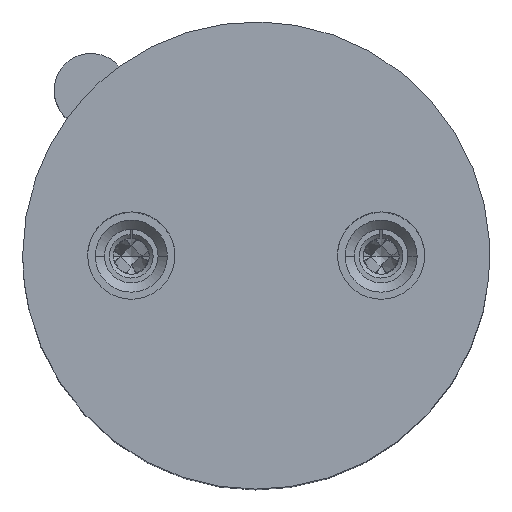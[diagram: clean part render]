
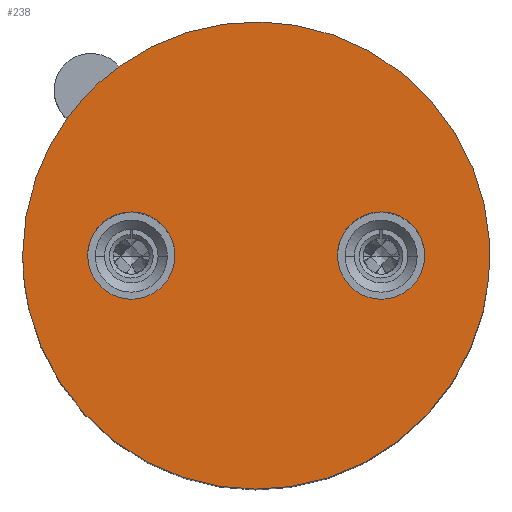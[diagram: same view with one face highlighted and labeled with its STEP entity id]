
A CAD part, top view. The second image highlights one B-rep face of the part: STEP entity #238.
In plain terms, the highlighted planar face has unit normal (0, 0, 1).
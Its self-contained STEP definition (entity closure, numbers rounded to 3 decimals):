
#202=FACE_BOUND('',#703,.T.);
#203=FACE_BOUND('',#704,.T.);
#238=ADVANCED_FACE('',(#469,#202,#203),#3353,.T.);
#469=FACE_OUTER_BOUND('',#702,.T.);
#702=EDGE_LOOP('',(#993,#994,#995));
#703=EDGE_LOOP('',(#996,#997));
#704=EDGE_LOOP('',(#998,#999));
#993=ORIENTED_EDGE('',*,*,#2033,.F.);
#994=ORIENTED_EDGE('',*,*,#1973,.F.);
#995=ORIENTED_EDGE('',*,*,#1979,.F.);
#996=ORIENTED_EDGE('',*,*,#1991,.F.);
#997=ORIENTED_EDGE('',*,*,#1988,.F.);
#998=ORIENTED_EDGE('',*,*,#1985,.F.);
#999=ORIENTED_EDGE('',*,*,#1982,.F.);
#1973=EDGE_CURVE('',#3027,#3028,#2826,.T.);
#1979=EDGE_CURVE('',#3030,#3027,#2832,.T.);
#1982=EDGE_CURVE('',#3034,#3033,#2834,.T.);
#1985=EDGE_CURVE('',#3033,#3034,#2836,.T.);
#1988=EDGE_CURVE('',#3039,#3038,#2838,.T.);
#1991=EDGE_CURVE('',#3038,#3039,#2840,.T.);
#2033=EDGE_CURVE('',#3028,#3030,#2870,.T.);
#2826=(
BOUNDED_CURVE()
B_SPLINE_CURVE(2,(#4586,#4587,#4588),.UNSPECIFIED.,.F.,.F.)
B_SPLINE_CURVE_WITH_KNOTS((3,3),(-26.865,-25.364),
 .UNSPECIFIED.)
CURVE()
GEOMETRIC_REPRESENTATION_ITEM()
RATIONAL_B_SPLINE_CURVE((1.,0.988,1.))
REPRESENTATION_ITEM('')
);
#2832=(
BOUNDED_CURVE()
B_SPLINE_CURVE(2,(#4614,#4615,#4616),.UNSPECIFIED.,.F.,.F.)
B_SPLINE_CURVE_WITH_KNOTS((3,3),(-29.845,-26.828),
 .UNSPECIFIED.)
CURVE()
GEOMETRIC_REPRESENTATION_ITEM()
RATIONAL_B_SPLINE_CURVE((1.,0.951,1.))
REPRESENTATION_ITEM('')
);
#2834=(
BOUNDED_CURVE()
B_SPLINE_CURVE(2,(#4624,#4625,#4626,#4627,#4628),.UNSPECIFIED.,.F.,.F.)
B_SPLINE_CURVE_WITH_KNOTS((3,2,3),(1.571,3.142,4.712),
 .UNSPECIFIED.)
CURVE()
GEOMETRIC_REPRESENTATION_ITEM()
RATIONAL_B_SPLINE_CURVE((1.,0.707,1.,0.707,1.))
REPRESENTATION_ITEM('')
);
#2836=(
BOUNDED_CURVE()
B_SPLINE_CURVE(2,(#4636,#4637,#4638,#4639,#4640),.UNSPECIFIED.,.F.,.F.)
B_SPLINE_CURVE_WITH_KNOTS((3,2,3),(1.571,3.142,4.712),
 .UNSPECIFIED.)
CURVE()
GEOMETRIC_REPRESENTATION_ITEM()
RATIONAL_B_SPLINE_CURVE((1.,0.707,1.,0.707,1.))
REPRESENTATION_ITEM('')
);
#2838=(
BOUNDED_CURVE()
B_SPLINE_CURVE(2,(#4648,#4649,#4650,#4651,#4652),.UNSPECIFIED.,.F.,.F.)
B_SPLINE_CURVE_WITH_KNOTS((3,2,3),(1.571,3.142,4.712),
 .UNSPECIFIED.)
CURVE()
GEOMETRIC_REPRESENTATION_ITEM()
RATIONAL_B_SPLINE_CURVE((1.,0.707,1.,0.707,1.))
REPRESENTATION_ITEM('')
);
#2840=(
BOUNDED_CURVE()
B_SPLINE_CURVE(2,(#4660,#4661,#4662,#4663,#4664),.UNSPECIFIED.,.F.,.F.)
B_SPLINE_CURVE_WITH_KNOTS((3,2,3),(1.571,3.142,4.712),
 .UNSPECIFIED.)
CURVE()
GEOMETRIC_REPRESENTATION_ITEM()
RATIONAL_B_SPLINE_CURVE((1.,0.707,1.,0.707,1.))
REPRESENTATION_ITEM('')
);
#2870=(
BOUNDED_CURVE()
B_SPLINE_CURVE(2,(#4830,#4831,#4832,#4833,#4834,#4835,#4836,#4837,#4838),
 .UNSPECIFIED.,.F.,.F.)
B_SPLINE_CURVE_WITH_KNOTS((3,2,2,2,3),(-25.401,-22.384,
-14.923,-7.461,0.),.UNSPECIFIED.)
CURVE()
GEOMETRIC_REPRESENTATION_ITEM()
RATIONAL_B_SPLINE_CURVE((1.,0.951,1.,0.707,1.,0.707,
1.,0.707,1.))
REPRESENTATION_ITEM('')
);
#3027=VERTEX_POINT('',#4489);
#3028=VERTEX_POINT('',#4490);
#3030=VERTEX_POINT('',#4492);
#3033=VERTEX_POINT('',#4495);
#3034=VERTEX_POINT('',#4496);
#3038=VERTEX_POINT('',#4500);
#3039=VERTEX_POINT('',#4501);
#3353=PLANE('',#3540);
#3540=AXIS2_PLACEMENT_3D('',#3917,#3602,$);
#3602=DIRECTION('',(0.,0.,1.));
#3917=CARTESIAN_POINT('',(-5.938,5.938,11.3));
#4489=CARTESIAN_POINT('',(-3.846,2.788,11.3));
#4490=CARTESIAN_POINT('',(-2.788,3.846,11.3));
#4492=CARTESIAN_POINT('',(-4.75,0.,11.3));
#4495=CARTESIAN_POINT('',(1.653,0.,11.3));
#4496=CARTESIAN_POINT('',(3.427,0.,11.3));
#4500=CARTESIAN_POINT('',(-3.427,0.,11.3));
#4501=CARTESIAN_POINT('',(-1.653,0.,11.3));
#4586=CARTESIAN_POINT('',(-3.846,2.788,11.3));
#4587=CARTESIAN_POINT('',(-3.401,3.401,11.3));
#4588=CARTESIAN_POINT('',(-2.788,3.846,11.3));
#4614=CARTESIAN_POINT('',(-4.75,0.,11.3));
#4615=CARTESIAN_POINT('',(-4.75,1.541,11.3));
#4616=CARTESIAN_POINT('',(-3.846,2.788,11.3));
#4624=CARTESIAN_POINT('',(3.428,0.,11.3));
#4625=CARTESIAN_POINT('',(3.427,0.888,11.3));
#4626=CARTESIAN_POINT('',(2.54,0.888,11.3));
#4627=CARTESIAN_POINT('',(1.653,0.888,11.3));
#4628=CARTESIAN_POINT('',(1.653,0.,11.3));
#4636=CARTESIAN_POINT('',(1.653,0.,11.3));
#4637=CARTESIAN_POINT('',(1.653,-0.888,11.3));
#4638=CARTESIAN_POINT('',(2.54,-0.888,11.3));
#4639=CARTESIAN_POINT('',(3.427,-0.888,11.3));
#4640=CARTESIAN_POINT('',(3.428,0.,11.3));
#4648=CARTESIAN_POINT('',(-1.653,0.,11.3));
#4649=CARTESIAN_POINT('',(-1.653,0.888,11.3));
#4650=CARTESIAN_POINT('',(-2.54,0.888,11.3));
#4651=CARTESIAN_POINT('',(-3.427,0.888,11.3));
#4652=CARTESIAN_POINT('',(-3.427,0.,11.3));
#4660=CARTESIAN_POINT('',(-3.427,0.,11.3));
#4661=CARTESIAN_POINT('',(-3.427,-0.888,11.3));
#4662=CARTESIAN_POINT('',(-2.54,-0.888,11.3));
#4663=CARTESIAN_POINT('',(-1.653,-0.888,11.3));
#4664=CARTESIAN_POINT('',(-1.653,0.,11.3));
#4830=CARTESIAN_POINT('',(-2.788,3.846,11.3));
#4831=CARTESIAN_POINT('',(-1.541,4.75,11.3));
#4832=CARTESIAN_POINT('',(0.,4.75,11.3));
#4833=CARTESIAN_POINT('',(4.75,4.75,11.3));
#4834=CARTESIAN_POINT('',(4.75,0.,11.3));
#4835=CARTESIAN_POINT('',(4.75,-4.75,11.3));
#4836=CARTESIAN_POINT('',(0.,-4.75,11.3));
#4837=CARTESIAN_POINT('',(-4.75,-4.75,11.3));
#4838=CARTESIAN_POINT('',(-4.75,0.,11.3));
